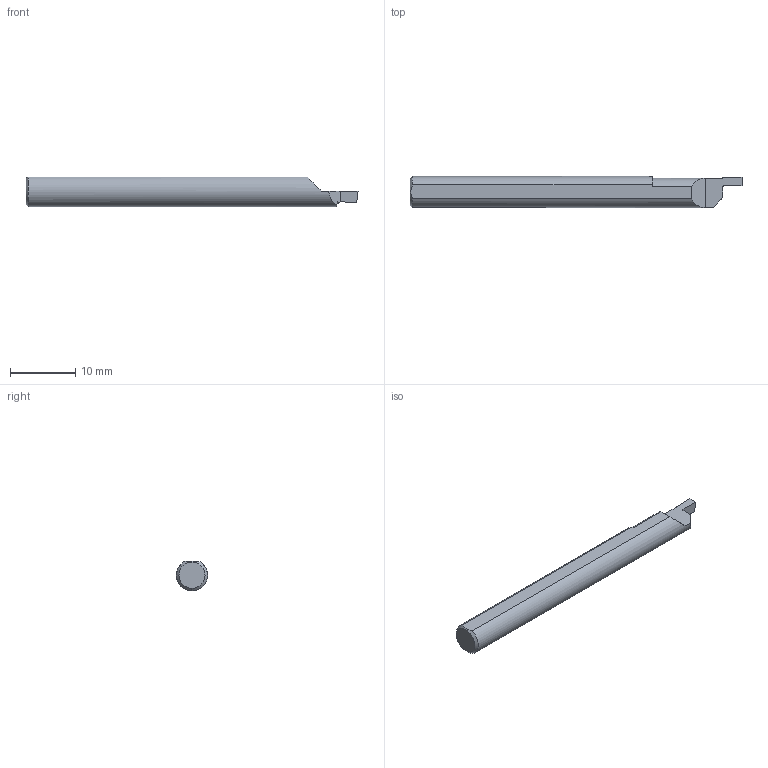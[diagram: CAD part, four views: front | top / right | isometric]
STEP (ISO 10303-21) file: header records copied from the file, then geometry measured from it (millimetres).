
FILE_DESCRIPTION (( 'STEP AP203' ), '1' );
FILE_NAME ('220034-FG187-050.STEP', '2024-06-10T22:17:05', ( '' ), ( '' ), 'SwSTEP 2.0', 'SolidWorks 2022', '' );
FILE_SCHEMA (( 'CONFIG_CONTROL_DESIGN' ));
Length unit declared in the file: inch
Products named in the file (1): 220034-FG187-050
Bounding box: 50.8 x 4.75 x 4.5 mm (x, y, z)
Volume: 791.4 mm3; surface area: 733.9 mm2
Topology: 1 solids, 1 shells, 21 faces, 57 edges, 38 vertices
Faces by surface type: plane 12, cylinder 5, cone 2, torus 2
Entity records: 784 total; most frequent: CARTESIAN_POINT 215, ORIENTED_EDGE 114, DIRECTION 91, EDGE_CURVE 57, VERTEX_POINT 38, AXIS2_PLACEMENT_3D 34, LINE 23, VECTOR 23
